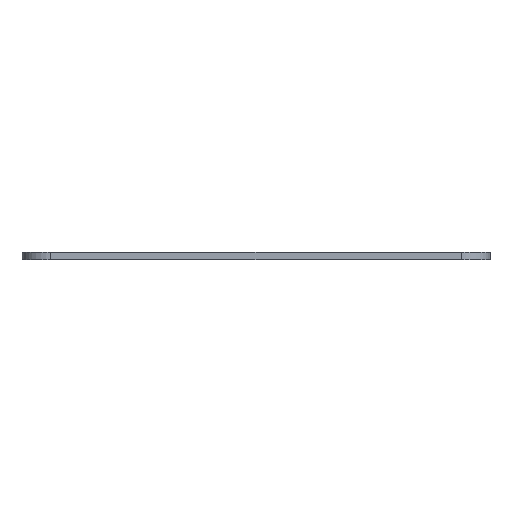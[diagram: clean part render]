
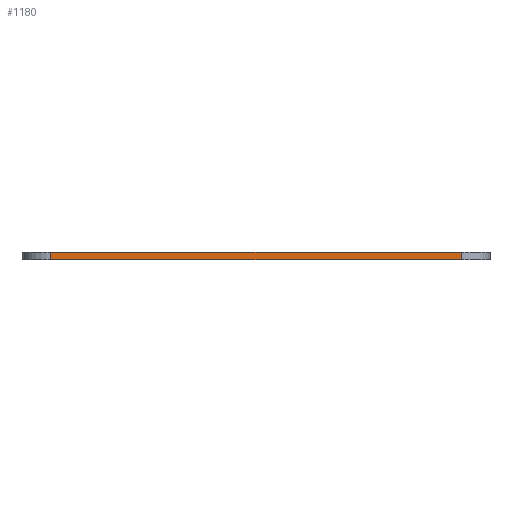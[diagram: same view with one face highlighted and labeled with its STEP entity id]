
A CAD part, left-side view. The second image highlights one B-rep face of the part: STEP entity #1180.
In plain terms, the highlighted planar face has unit normal (-1, 0, 0).
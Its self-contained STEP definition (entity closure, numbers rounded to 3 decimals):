
#43=PLANE('',#1260);
#80=FACE_OUTER_BOUND('',#140,.T.);
#140=EDGE_LOOP('',(#839,#840,#841,#842));
#236=LINE('',#1772,#358);
#237=LINE('',#1775,#359);
#238=LINE('',#1777,#360);
#239=LINE('',#1778,#361);
#358=VECTOR('',#1418,10.);
#359=VECTOR('',#1421,10.);
#360=VECTOR('',#1422,10.);
#361=VECTOR('',#1423,10.);
#525=VERTEX_POINT('',#1765);
#528=VERTEX_POINT('',#1770);
#529=VERTEX_POINT('',#1774);
#530=VERTEX_POINT('',#1776);
#654=EDGE_CURVE('',#528,#525,#236,.T.);
#655=EDGE_CURVE('',#529,#528,#237,.T.);
#656=EDGE_CURVE('',#530,#529,#238,.T.);
#657=EDGE_CURVE('',#525,#530,#239,.T.);
#839=ORIENTED_EDGE('',*,*,#654,.F.);
#840=ORIENTED_EDGE('',*,*,#655,.F.);
#841=ORIENTED_EDGE('',*,*,#656,.F.);
#842=ORIENTED_EDGE('',*,*,#657,.F.);
#1180=ADVANCED_FACE('',(#80),#43,.T.);
#1260=AXIS2_PLACEMENT_3D('',#1773,#1419,#1420);
#1418=DIRECTION('',(0.,0.,1.));
#1419=DIRECTION('center_axis',(-1.,0.,0.));
#1420=DIRECTION('ref_axis',(0.,-1.,0.));
#1421=DIRECTION('',(0.,1.,0.));
#1422=DIRECTION('',(0.,0.,-1.));
#1423=DIRECTION('',(0.,-1.,0.));
#1765=CARTESIAN_POINT('',(-17.994,20.384,1.5));
#1770=CARTESIAN_POINT('',(-17.994,20.384,0.));
#1772=CARTESIAN_POINT('',(-17.994,20.384,0.));
#1773=CARTESIAN_POINT('Origin',(-17.994,26.134,0.));
#1774=CARTESIAN_POINT('',(-17.994,-62.447,0.));
#1775=CARTESIAN_POINT('',(-17.994,-68.197,0.));
#1776=CARTESIAN_POINT('',(-17.994,-62.447,1.5));
#1777=CARTESIAN_POINT('',(-17.994,-62.447,0.));
#1778=CARTESIAN_POINT('',(-17.994,-68.197,1.5));
